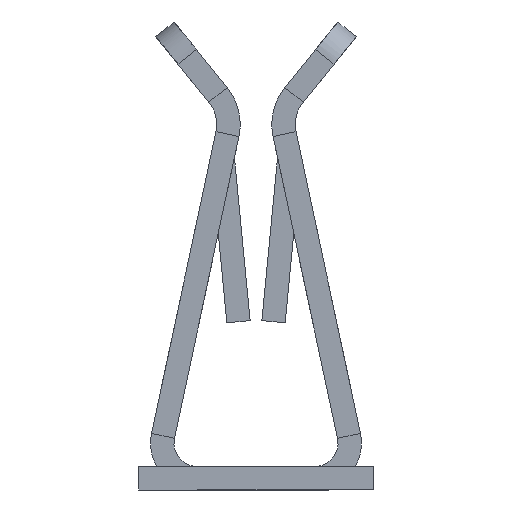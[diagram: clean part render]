
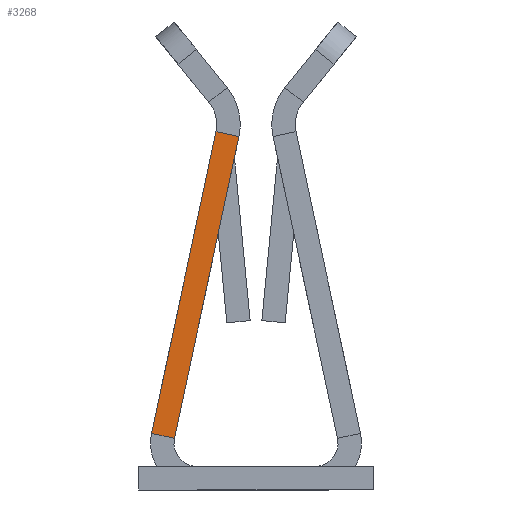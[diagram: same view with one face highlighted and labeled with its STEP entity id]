
A CAD part, left-side view. The second image highlights one B-rep face of the part: STEP entity #3268.
In plain terms, the highlighted free-form (B-spline) face has degree [1, 1] with [2, 2] control points.
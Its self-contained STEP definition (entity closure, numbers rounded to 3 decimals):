
#3148 = VERTEX_POINT('',#3149);
#3149 = CARTESIAN_POINT('',(-6.223,1.133,0.614));
#3162 = B_SPLINE_SURFACE_WITH_KNOTS('',1,1,(
    (#3163,#3164)
    ,(#3165,#3166
    )),.UNSPECIFIED.,.F.,.F.,.F.,(2,2),(2,2),(0.,1.317),(
    0.,1.6),.PIECEWISE_BEZIER_KNOTS.);
#3163 = CARTESIAN_POINT('',(-6.223,1.133,0.614));
#3164 = CARTESIAN_POINT('',(-2.159,1.133,0.614));
#3165 = CARTESIAN_POINT('',(-6.223,0.434,3.886));
#3166 = CARTESIAN_POINT('',(-2.159,0.434,3.886));
#3189 = B_SPLINE_SURFACE_WITH_KNOTS('',1,1,(
    (#3190,#3191)
    ,(#3192,#3193
    )),.UNSPECIFIED.,.F.,.F.,.F.,(2,2),(2,2),(-0.117,
    0.083),(-0.136,0.106),
  .PIECEWISE_BEZIER_KNOTS.);
#3190 = CARTESIAN_POINT('',(-6.223,0.636,0.614));
#3191 = CARTESIAN_POINT('',(-6.223,0.636,0.)
  );
#3192 = CARTESIAN_POINT('',(-6.223,1.144,0.614));
#3193 = CARTESIAN_POINT('',(-6.223,1.144,0.)
  );
#3205 = EDGE_CURVE('',#3148,#3206,#3208,.T.);
#3206 = VERTEX_POINT('',#3207);
#3207 = CARTESIAN_POINT('',(-6.223,0.884,0.561));
#3208 = SURFACE_CURVE('',#3209,(#3212,#3218),.PCURVE_S1.);
#3209 = B_SPLINE_CURVE_WITH_KNOTS('',1,(#3210,#3211),.UNSPECIFIED.,.F.,
  .F.,(2,2),(0.,0.1),.PIECEWISE_BEZIER_KNOTS.);
#3210 = CARTESIAN_POINT('',(-6.223,1.133,0.614));
#3211 = CARTESIAN_POINT('',(-6.223,0.884,0.561));
#3212 = PCURVE('',#3189,#3213);
#3213 = DEFINITIONAL_REPRESENTATION('',(#3214),#3217);
#3214 = B_SPLINE_CURVE_WITH_KNOTS('',1,(#3215,#3216),.UNSPECIFIED.,.F.,
  .F.,(2,2),(0.,0.1),.PIECEWISE_BEZIER_KNOTS.);
#3215 = CARTESIAN_POINT('',(0.079,-0.136));
#3216 = CARTESIAN_POINT('',(-0.019,-0.115));
#3217 = ( GEOMETRIC_REPRESENTATION_CONTEXT(2) 
PARAMETRIC_REPRESENTATION_CONTEXT() REPRESENTATION_CONTEXT('2D SPACE',''
  ) );
#3218 = PCURVE('',#3219,#3224);
#3219 = B_SPLINE_SURFACE_WITH_KNOTS('',1,1,(
    (#3220,#3221)
    ,(#3222,#3223
    )),.UNSPECIFIED.,.F.,.F.,.F.,(2,2),(2,2),(-0.659,
    0.659),(-0.05,0.05),
  .PIECEWISE_BEZIER_KNOTS.);
#3220 = CARTESIAN_POINT('',(-6.223,0.884,0.561));
#3221 = CARTESIAN_POINT('',(-6.223,1.133,0.614));
#3222 = CARTESIAN_POINT('',(-6.223,0.185,3.833));
#3223 = CARTESIAN_POINT('',(-6.223,0.434,3.886));
#3224 = DEFINITIONAL_REPRESENTATION('',(#3225),#3228);
#3225 = B_SPLINE_CURVE_WITH_KNOTS('',1,(#3226,#3227),.UNSPECIFIED.,.F.,
  .F.,(2,2),(0.,0.1),.PIECEWISE_BEZIER_KNOTS.);
#3226 = CARTESIAN_POINT('',(-0.659,0.05));
#3227 = CARTESIAN_POINT('',(-0.659,-0.05));
#3228 = ( GEOMETRIC_REPRESENTATION_CONTEXT(2) 
PARAMETRIC_REPRESENTATION_CONTEXT() REPRESENTATION_CONTEXT('2D SPACE',''
  ) );
#3268 = ADVANCED_FACE('',(#3269),#3219,.T.);
#3269 = FACE_BOUND('',#3270,.F.);
#3270 = EDGE_LOOP('',(#3271,#3291,#3316,#3339));
#3271 = ORIENTED_EDGE('',*,*,#3272,.T.);
#3272 = EDGE_CURVE('',#3148,#3273,#3275,.T.);
#3273 = VERTEX_POINT('',#3274);
#3274 = CARTESIAN_POINT('',(-6.223,0.434,3.886));
#3275 = SURFACE_CURVE('',#3276,(#3279,#3285),.PCURVE_S1.);
#3276 = B_SPLINE_CURVE_WITH_KNOTS('',1,(#3277,#3278),.UNSPECIFIED.,.F.,
  .F.,(2,2),(0.,1.317),.PIECEWISE_BEZIER_KNOTS.);
#3277 = CARTESIAN_POINT('',(-6.223,1.133,0.614));
#3278 = CARTESIAN_POINT('',(-6.223,0.434,3.886));
#3279 = PCURVE('',#3219,#3280);
#3280 = DEFINITIONAL_REPRESENTATION('',(#3281),#3284);
#3281 = B_SPLINE_CURVE_WITH_KNOTS('',1,(#3282,#3283),.UNSPECIFIED.,.F.,
  .F.,(2,2),(0.,1.317),.PIECEWISE_BEZIER_KNOTS.);
#3282 = CARTESIAN_POINT('',(-0.659,0.05));
#3283 = CARTESIAN_POINT('',(0.659,0.05));
#3284 = ( GEOMETRIC_REPRESENTATION_CONTEXT(2) 
PARAMETRIC_REPRESENTATION_CONTEXT() REPRESENTATION_CONTEXT('2D SPACE',''
  ) );
#3285 = PCURVE('',#3162,#3286);
#3286 = DEFINITIONAL_REPRESENTATION('',(#3287),#3290);
#3287 = B_SPLINE_CURVE_WITH_KNOTS('',1,(#3288,#3289),.UNSPECIFIED.,.F.,
  .F.,(2,2),(0.,1.317),.PIECEWISE_BEZIER_KNOTS.);
#3288 = CARTESIAN_POINT('',(0.,0.));
#3289 = CARTESIAN_POINT('',(1.317,0.));
#3290 = ( GEOMETRIC_REPRESENTATION_CONTEXT(2) 
PARAMETRIC_REPRESENTATION_CONTEXT() REPRESENTATION_CONTEXT('2D SPACE',''
  ) );
#3291 = ORIENTED_EDGE('',*,*,#3292,.T.);
#3292 = EDGE_CURVE('',#3273,#3293,#3295,.T.);
#3293 = VERTEX_POINT('',#3294);
#3294 = CARTESIAN_POINT('',(-6.223,0.185,3.833));
#3295 = SURFACE_CURVE('',#3296,(#3299,#3305),.PCURVE_S1.);
#3296 = B_SPLINE_CURVE_WITH_KNOTS('',1,(#3297,#3298),.UNSPECIFIED.,.F.,
  .F.,(2,2),(0.,0.1),.PIECEWISE_BEZIER_KNOTS.);
#3297 = CARTESIAN_POINT('',(-6.223,0.434,3.886));
#3298 = CARTESIAN_POINT('',(-6.223,0.185,3.833));
#3299 = PCURVE('',#3219,#3300);
#3300 = DEFINITIONAL_REPRESENTATION('',(#3301),#3304);
#3301 = B_SPLINE_CURVE_WITH_KNOTS('',1,(#3302,#3303),.UNSPECIFIED.,.F.,
  .F.,(2,2),(0.,0.1),.PIECEWISE_BEZIER_KNOTS.);
#3302 = CARTESIAN_POINT('',(0.659,0.05));
#3303 = CARTESIAN_POINT('',(0.659,-0.05));
#3304 = ( GEOMETRIC_REPRESENTATION_CONTEXT(2) 
PARAMETRIC_REPRESENTATION_CONTEXT() REPRESENTATION_CONTEXT('2D SPACE',''
  ) );
#3305 = PCURVE('',#3306,#3311);
#3306 = B_SPLINE_SURFACE_WITH_KNOTS('',1,1,(
    (#3307,#3308)
    ,(#3309,#3310
    )),.UNSPECIFIED.,.F.,.F.,.F.,(2,2),(2,2),(-0.086,
    0.108),(-0.07,0.086),
  .PIECEWISE_BEZIER_KNOTS.);
#3307 = CARTESIAN_POINT('',(-6.223,0.185,3.833));
#3308 = CARTESIAN_POINT('',(-6.223,0.572,3.915));
#3309 = CARTESIAN_POINT('',(-6.223,0.082,4.316));
#3310 = CARTESIAN_POINT('',(-6.223,0.469,4.399));
#3311 = DEFINITIONAL_REPRESENTATION('',(#3312),#3315);
#3312 = B_SPLINE_CURVE_WITH_KNOTS('',1,(#3313,#3314),.UNSPECIFIED.,.F.,
  .F.,(2,2),(0.,0.1),.PIECEWISE_BEZIER_KNOTS.);
#3313 = CARTESIAN_POINT('',(-0.086,0.03));
#3314 = CARTESIAN_POINT('',(-0.086,-0.07));
#3315 = ( GEOMETRIC_REPRESENTATION_CONTEXT(2) 
PARAMETRIC_REPRESENTATION_CONTEXT() REPRESENTATION_CONTEXT('2D SPACE',''
  ) );
#3316 = ORIENTED_EDGE('',*,*,#3317,.F.);
#3317 = EDGE_CURVE('',#3206,#3293,#3318,.T.);
#3318 = SURFACE_CURVE('',#3319,(#3322,#3328),.PCURVE_S1.);
#3319 = B_SPLINE_CURVE_WITH_KNOTS('',1,(#3320,#3321),.UNSPECIFIED.,.F.,
  .F.,(2,2),(0.,1.317),.PIECEWISE_BEZIER_KNOTS.);
#3320 = CARTESIAN_POINT('',(-6.223,0.884,0.561));
#3321 = CARTESIAN_POINT('',(-6.223,0.185,3.833));
#3322 = PCURVE('',#3219,#3323);
#3323 = DEFINITIONAL_REPRESENTATION('',(#3324),#3327);
#3324 = B_SPLINE_CURVE_WITH_KNOTS('',1,(#3325,#3326),.UNSPECIFIED.,.F.,
  .F.,(2,2),(0.,1.317),.PIECEWISE_BEZIER_KNOTS.);
#3325 = CARTESIAN_POINT('',(-0.659,-0.05));
#3326 = CARTESIAN_POINT('',(0.659,-0.05));
#3327 = ( GEOMETRIC_REPRESENTATION_CONTEXT(2) 
PARAMETRIC_REPRESENTATION_CONTEXT() REPRESENTATION_CONTEXT('2D SPACE',''
  ) );
#3328 = PCURVE('',#3329,#3334);
#3329 = B_SPLINE_SURFACE_WITH_KNOTS('',1,1,(
    (#3330,#3331)
    ,(#3332,#3333
    )),.UNSPECIFIED.,.F.,.F.,.F.,(2,2),(2,2),(0.,1.317),(
    0.,1.6),.PIECEWISE_BEZIER_KNOTS.);
#3330 = CARTESIAN_POINT('',(-6.223,0.884,0.561));
#3331 = CARTESIAN_POINT('',(-2.159,0.884,0.561));
#3332 = CARTESIAN_POINT('',(-6.223,0.185,3.833));
#3333 = CARTESIAN_POINT('',(-2.159,0.185,3.833));
#3334 = DEFINITIONAL_REPRESENTATION('',(#3335),#3338);
#3335 = B_SPLINE_CURVE_WITH_KNOTS('',1,(#3336,#3337),.UNSPECIFIED.,.F.,
  .F.,(2,2),(0.,1.317),.PIECEWISE_BEZIER_KNOTS.);
#3336 = CARTESIAN_POINT('',(0.,0.));
#3337 = CARTESIAN_POINT('',(1.317,0.));
#3338 = ( GEOMETRIC_REPRESENTATION_CONTEXT(2) 
PARAMETRIC_REPRESENTATION_CONTEXT() REPRESENTATION_CONTEXT('2D SPACE',''
  ) );
#3339 = ORIENTED_EDGE('',*,*,#3205,.F.);
